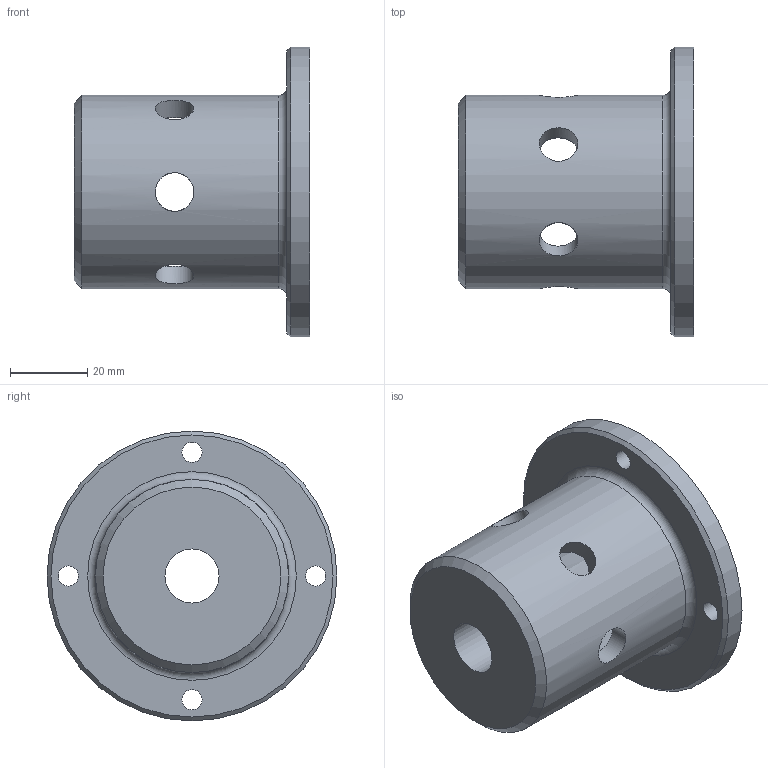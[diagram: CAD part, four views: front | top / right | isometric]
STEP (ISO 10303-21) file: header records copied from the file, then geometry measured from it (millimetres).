
FILE_DESCRIPTION(/* description */ ('CAPOT BAUDRUCHE '),/* implementation_level */ '2;1');
FILE_NAME(/* name */ 'HROVV020307-A.stp',/* time_stamp */ '2020-01-17T06:21:35-08:00',/* author */ ('lartz'),/* organization */ (''),/* preprocessor_version */ 'ST-DEVELOPER v16.13',/* originating_system */ 'Autodesk Inventor 2018',/* authorisation */ '');
FILE_SCHEMA (('AUTOMOTIVE_DESIGN { 1 0 10303 214 3 1 1 }'));
Length unit declared in the file: millimetre
Products named in the file (1): HROV.V.02.03.07
Bounding box: 61 x 75 x 75 mm (x, y, z)
Volume: 57133.8 mm3; surface area: 27373.4 mm2
Topology: 1 solids, 1 shells, 28 faces, 83 edges, 59 vertices
Faces by surface type: cylinder 17, plane 6, cone 3, torus 2
Full cylindrical faces by diameter (mm): 5.2 x4, 10 x6, 14 x1, 20 x1, 40 x1, 47 x1, 50 x1, 55 x1, 75 x1
Entity records: 1214 total; most frequent: CARTESIAN_POINT 543, DIRECTION 110, ORIENTED_EDGE 102, EDGE_LOOP 76, AXIS2_PLACEMENT_3D 55, VERTEX_POINT 51, EDGE_CURVE 51, FACE_BOUND 48
